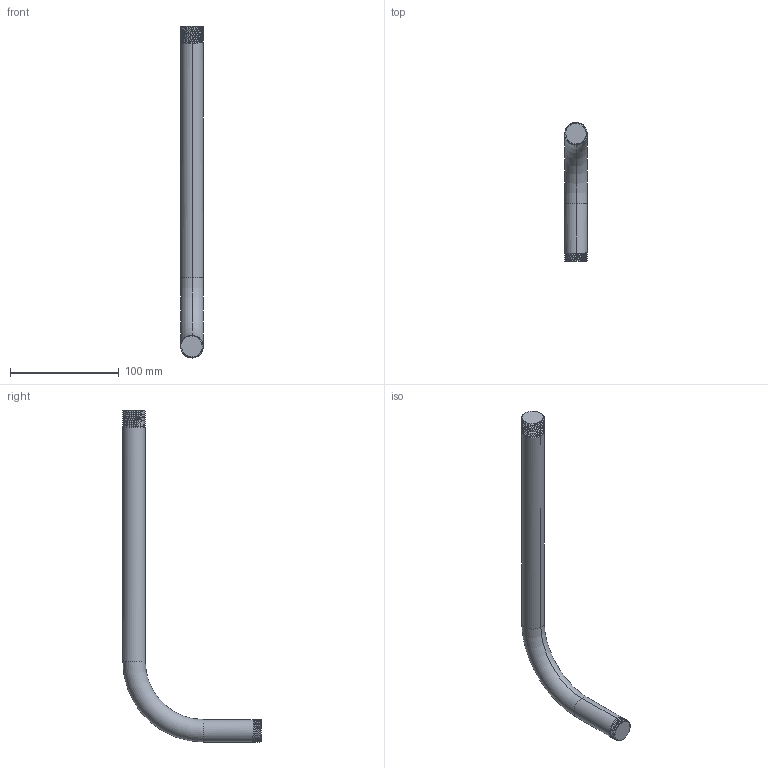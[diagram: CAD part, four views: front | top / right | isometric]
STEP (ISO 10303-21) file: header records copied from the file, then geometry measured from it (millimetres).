
FILE_DESCRIPTION((''),'2;1');
FILE_NAME('202_WEB','2010-11-02T',('ramkumar'),(''),'PRO/ENGINEER BY PARAMETRIC TECHNOLOGY CORPORATION, 2009300','PRO/ENGINEER BY PARAMETRIC TECHNOLOGY CORPORATION, 2009300','');
FILE_SCHEMA(('CONFIG_CONTROL_DESIGN'));
Length unit declared in the file: inch
Products named in the file (1): 202_WEB
Bounding box: 20.64 x 127.01 x 304.81 mm (x, y, z)
Surface area: 26298.4 mm2 (no closed solid volume)
Topology: 0 solids, 1 shells, 51 faces, 133 edges, 84 vertices
Faces by surface type: cylinder 26, bspline 19, plane 2, cone 2, torus 2
Entity records: 4472 total; most frequent: CARTESIAN_POINT 3389, ORIENTED_EDGE 266, EDGE_CURVE 133, DIRECTION 129, VERTEX_POINT 84, B_SPLINE_CURVE_WITH_KNOTS 79, EDGE_LOOP 51, FACE_OUTER_BOUND 51
